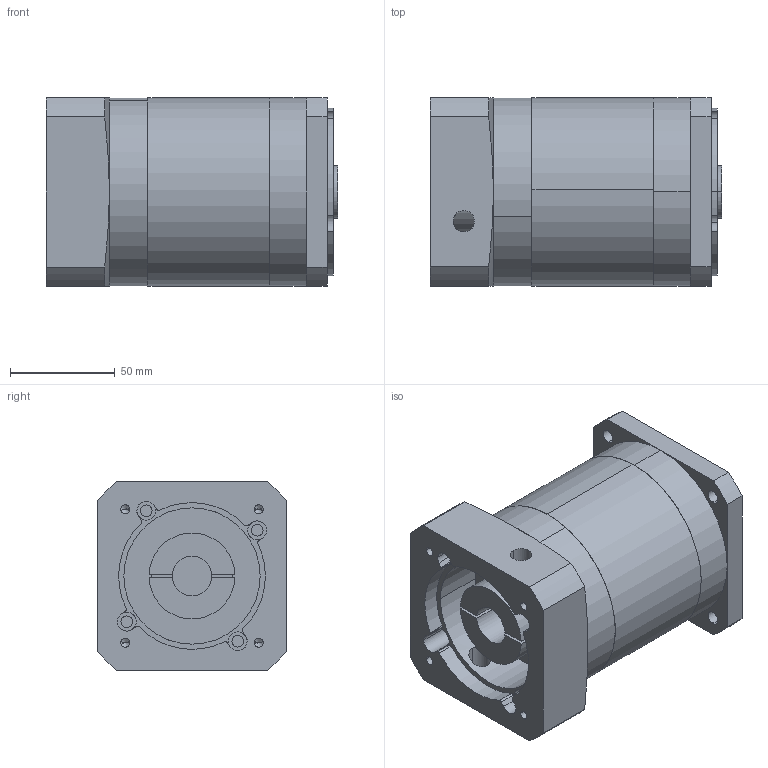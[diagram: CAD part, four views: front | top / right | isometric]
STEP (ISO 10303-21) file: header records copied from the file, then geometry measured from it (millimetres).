
FILE_DESCRIPTION (( 'STEP AP214' ), '1' );
FILE_NAME ('LRFK90-L2 K16.STEP', '2022-09-14T01:58:09', ( '微软用户' ), ( '微软中国' ), 'SwSTEP 2.0', 'SolidWorks 2018', '' );
FILE_SCHEMA (( 'AUTOMOTIVE_DESIGN' ));
Length unit declared in the file: millimetre
Products named in the file (5): LRF90徹傾楊擘; LRF90齿圈_L2; LRFK90謂怀堤楊擘-K16; LRFK90-L2 K16; LRF90输入法兰-M5
Assembly tree (4 placements, depth 2):
  LRFK90-L2 K16
    LRFK90謂怀堤楊擘-K16
    LRF90齿圈_L2
    LRF90徹傾楊擘
    LRF90输入法兰-M5
Bounding box: 139 x 90 x 90 mm (x, y, z)
Volume: 611997 mm3; surface area: 127787 mm2
Topology: 4 solids, 4 shells, 183 faces, 480 edges, 310 vertices
Faces by surface type: cylinder 111, plane 60, cone 12
Entity records: 6264 total; most frequent: CARTESIAN_POINT 1184, DIRECTION 1088, ORIENTED_EDGE 944, EDGE_CURVE 472, AXIS2_PLACEMENT_3D 438, VERTEX_POINT 310, CIRCLE 248, EDGE_LOOP 228
